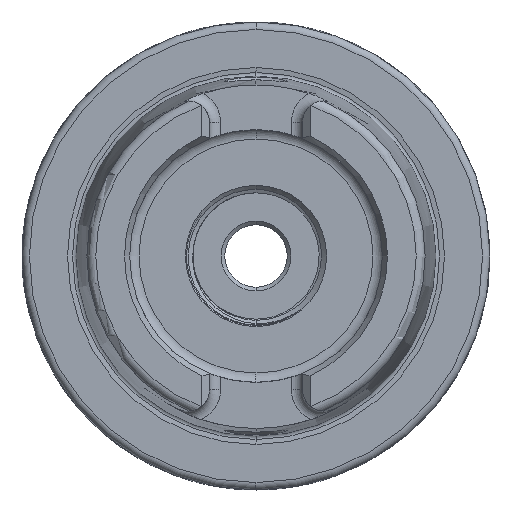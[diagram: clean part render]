
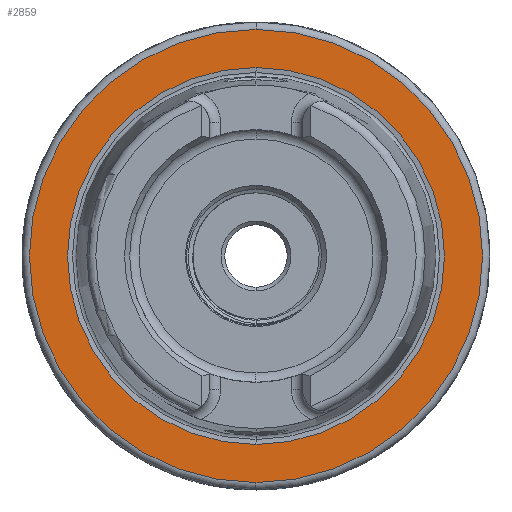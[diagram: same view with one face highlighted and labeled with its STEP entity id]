
A CAD part, left-side view. The second image highlights one B-rep face of the part: STEP entity #2859.
In plain terms, the highlighted planar face has unit normal (-1, 0, 0).
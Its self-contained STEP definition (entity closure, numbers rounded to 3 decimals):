
#143 = EDGE_CURVE ( 'NONE', #23264, #23277, #23449, .T. ) ;
#218 = EDGE_CURVE ( 'NONE', #23220, #23294, #23480, .T. ) ;
#249 = AXIS2_PLACEMENT_3D ( 'NONE', #22521, #22512, #22518 ) ;
#278 = AXIS2_PLACEMENT_3D ( 'NONE', #12294, #12279, #12282 ) ;
#402 = AXIS2_PLACEMENT_3D ( 'NONE', #10656, #10684, #10658 ) ;
#413 = AXIS2_PLACEMENT_3D ( 'NONE', #10994, #11004, #11014 ) ;
#443 = AXIS2_PLACEMENT_3D ( 'NONE', #11377, #11382, #11415 ) ;
#2675 = EDGE_CURVE ( 'NONE', #23294, #23220, #23756, .T. ) ;
#2703 = EDGE_CURVE ( 'NONE', #23277, #23264, #23760, .T. ) ;
#2859 = ADVANCED_FACE ( 'NONE', ( #23898, #23897 ), #11398, .T. ) ;
#8567 = CARTESIAN_POINT ( 'NONE',  ( 0., 0., 30.5 ) ) ;
#8570 = CARTESIAN_POINT ( 'NONE',  ( 0., 0., 25.369 ) ) ;
#8582 = CARTESIAN_POINT ( 'NONE',  ( 0., 0., -25.369 ) ) ;
#8648 = CARTESIAN_POINT ( 'NONE',  ( 0., 0., -30.5 ) ) ;
#9813 = EDGE_LOOP ( 'NONE', ( #10303, #10271 ) ) ;
#9893 = EDGE_LOOP ( 'NONE', ( #10280, #10306 ) ) ;
#10271 = ORIENTED_EDGE ( 'NONE', *, *, #2675, .T. ) ;
#10280 = ORIENTED_EDGE ( 'NONE', *, *, #143, .T. ) ;
#10303 = ORIENTED_EDGE ( 'NONE', *, *, #218, .T. ) ;
#10306 = ORIENTED_EDGE ( 'NONE', *, *, #2703, .T. ) ;
#10656 = CARTESIAN_POINT ( 'NONE',  ( 0., 0., 0. ) ) ;
#10658 = DIRECTION ( 'NONE',  ( 0., 0., 1. ) ) ;
#10684 = DIRECTION ( 'NONE',  ( -1., 0., 0. ) ) ;
#10994 = CARTESIAN_POINT ( 'NONE',  ( 0., 0., 0. ) ) ;
#11004 = DIRECTION ( 'NONE',  ( 1., 0., 0. ) ) ;
#11014 = DIRECTION ( 'NONE',  ( 0., 0., -1. ) ) ;
#11377 = CARTESIAN_POINT ( 'NONE',  ( 0., 25.369, 0. ) ) ;
#11382 = DIRECTION ( 'NONE',  ( -1., 0., 0. ) ) ;
#11398 = PLANE ( 'NONE',  #443 ) ;
#11415 = DIRECTION ( 'NONE',  ( 0., 0., 1. ) ) ;
#12279 = DIRECTION ( 'NONE',  ( -1., 0., 0. ) ) ;
#12282 = DIRECTION ( 'NONE',  ( 0., 0., 1. ) ) ;
#12294 = CARTESIAN_POINT ( 'NONE',  ( 0., 0., 0. ) ) ;
#22512 = DIRECTION ( 'NONE',  ( 1., 0., 0. ) ) ;
#22518 = DIRECTION ( 'NONE',  ( 0., 0., -1. ) ) ;
#22521 = CARTESIAN_POINT ( 'NONE',  ( 0., 0., 0. ) ) ;
#23220 = VERTEX_POINT ( 'NONE', #8567 ) ;
#23264 = VERTEX_POINT ( 'NONE', #8570 ) ;
#23277 = VERTEX_POINT ( 'NONE', #8582 ) ;
#23294 = VERTEX_POINT ( 'NONE', #8648 ) ;
#23449 = CIRCLE ( 'NONE', #249, 25.369 ) ;
#23480 = CIRCLE ( 'NONE', #278, 30.5 ) ;
#23756 = CIRCLE ( 'NONE', #402, 30.5 ) ;
#23760 = CIRCLE ( 'NONE', #413, 25.369 ) ;
#23897 = FACE_BOUND ( 'NONE', #9893, .T. ) ;
#23898 = FACE_OUTER_BOUND ( 'NONE', #9813, .T. ) ;
